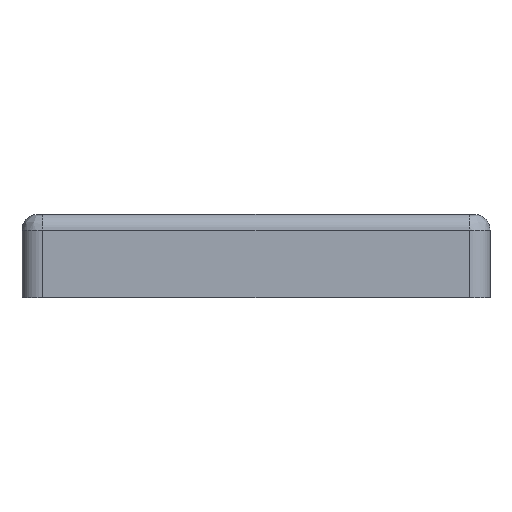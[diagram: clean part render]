
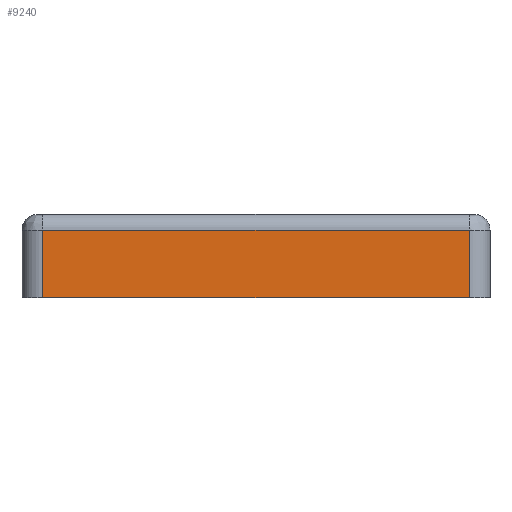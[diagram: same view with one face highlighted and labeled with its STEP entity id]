
A CAD part, front view. The second image highlights one B-rep face of the part: STEP entity #9240.
In plain terms, the highlighted planar face has unit normal (0, -1, 0).
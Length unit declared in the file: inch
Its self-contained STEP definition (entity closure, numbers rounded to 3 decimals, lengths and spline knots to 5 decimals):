
#1027 = VERTEX_POINT ( 'NONE', #7526 ) ;
#1106 = LINE ( 'NONE', #4906, #1379 ) ;
#1230 = EDGE_CURVE ( 'NONE', #4284, #1027, #3760, .T. ) ;
#1379 = VECTOR ( 'NONE', #5749, 39.37008 ) ;
#1422 = EDGE_CURVE ( 'NONE', #4890, #4284, #5825, .T. ) ;
#1443 = VECTOR ( 'NONE', #3109, 39.37008 ) ;
#2298 = CARTESIAN_POINT ( 'NONE',  ( 1.61417, -1.77165, 0.51181 ) ) ;
#2620 = DIRECTION ( 'NONE',  ( 0., 1., 0. ) ) ;
#2757 = CARTESIAN_POINT ( 'NONE',  ( -1.77165, -1.77165, 0. ) ) ;
#2766 = CARTESIAN_POINT ( 'NONE',  ( 1.61417, -1.77165, 0. ) ) ;
#2952 = EDGE_CURVE ( 'NONE', #10412, #4890, #10052, .T. ) ;
#3109 = DIRECTION ( 'NONE',  ( -1., 0., 0. ) ) ;
#3760 = LINE ( 'NONE', #5373, #5968 ) ;
#3881 = EDGE_LOOP ( 'NONE', ( #8069, #6354, #4298, #6372 ) ) ;
#3970 = FACE_OUTER_BOUND ( 'NONE', #3881, .T. ) ;
#4178 = AXIS2_PLACEMENT_3D ( 'NONE', #7488, #2620, #8277 ) ;
#4284 = VERTEX_POINT ( 'NONE', #6282 ) ;
#4298 = ORIENTED_EDGE ( 'NONE', *, *, #1422, .F. ) ;
#4890 = VERTEX_POINT ( 'NONE', #2766 ) ;
#4906 = CARTESIAN_POINT ( 'NONE',  ( -1.77165, -1.77165, 0.51181 ) ) ;
#5330 = DIRECTION ( 'NONE',  ( 0., 0., 1. ) ) ;
#5373 = CARTESIAN_POINT ( 'NONE',  ( -1.61417, -1.77165, 0.62992 ) ) ;
#5749 = DIRECTION ( 'NONE',  ( 1., 0., 0. ) ) ;
#5825 = LINE ( 'NONE', #2757, #1443 ) ;
#5968 = VECTOR ( 'NONE', #5330, 39.37008 ) ;
#6090 = VECTOR ( 'NONE', #6457, 39.37008 ) ;
#6282 = CARTESIAN_POINT ( 'NONE',  ( -1.61417, -1.77165, 0. ) ) ;
#6354 = ORIENTED_EDGE ( 'NONE', *, *, #1230, .F. ) ;
#6372 = ORIENTED_EDGE ( 'NONE', *, *, #2952, .F. ) ;
#6457 = DIRECTION ( 'NONE',  ( 0., 0., -1. ) ) ;
#6524 = CARTESIAN_POINT ( 'NONE',  ( 1.61417, -1.77165, 0.62992 ) ) ;
#6660 = PLANE ( 'NONE',  #4178 ) ;
#7195 = EDGE_CURVE ( 'NONE', #1027, #10412, #1106, .T. ) ;
#7488 = CARTESIAN_POINT ( 'NONE',  ( -1.77165, -1.77165, 0.62992 ) ) ;
#7526 = CARTESIAN_POINT ( 'NONE',  ( -1.61417, -1.77165, 0.51181 ) ) ;
#8069 = ORIENTED_EDGE ( 'NONE', *, *, #7195, .F. ) ;
#8277 = DIRECTION ( 'NONE',  ( 0., 0., 1. ) ) ;
#9240 = ADVANCED_FACE ( 'NONE', ( #3970 ), #6660, .F. ) ;
#10052 = LINE ( 'NONE', #6524, #6090 ) ;
#10412 = VERTEX_POINT ( 'NONE', #2298 ) ;
